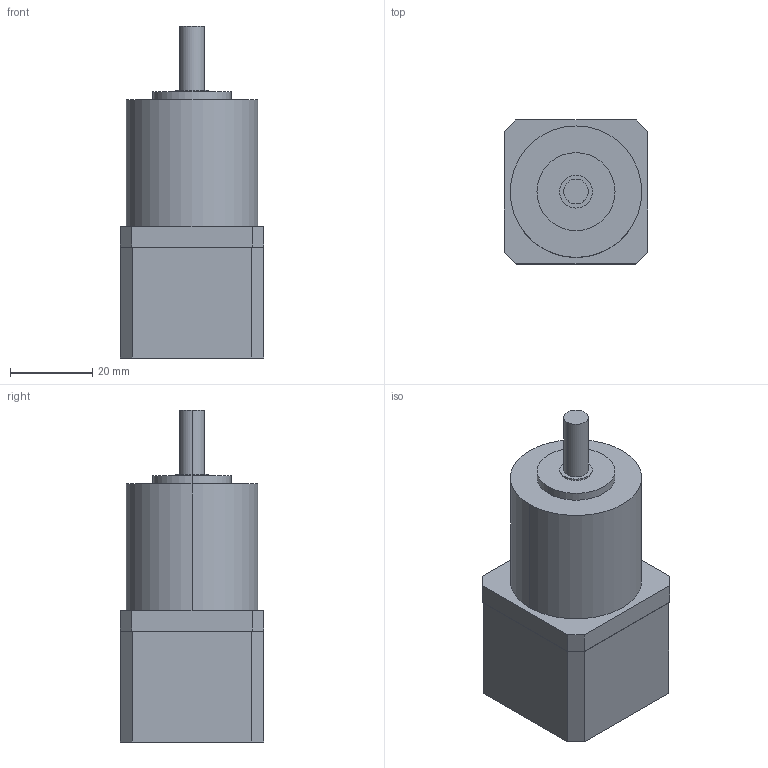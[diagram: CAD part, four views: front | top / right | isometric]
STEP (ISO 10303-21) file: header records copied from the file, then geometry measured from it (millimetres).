
FILE_DESCRIPTION (( 'STEP AP203' ), '1' );
FILE_NAME ('Motor 14HS13-0804D-PG19.STEP', '2019-10-20T06:39:09', ( '' ), ( '' ), 'SwSTEP 2.0', 'SolidWorks 2019', '' );
FILE_SCHEMA (( 'CONFIG_CONTROL_DESIGN' ));
Length unit declared in the file: millimetre
Products named in the file (1): Motor 14HS13-0804D-PG19
Bounding box: 35 x 35 x 80.8 mm (x, y, z)
Volume: 64433.6 mm3; surface area: 12609.6 mm2
Topology: 2 solids, 2 shells, 32 faces, 72 edges, 48 vertices
Faces by surface type: plane 24, cylinder 8
Entity records: 967 total; most frequent: DIRECTION 154, CARTESIAN_POINT 153, ORIENTED_EDGE 144, EDGE_CURVE 72, VECTOR 56, LINE 56, AXIS2_PLACEMENT_3D 49, VERTEX_POINT 48
